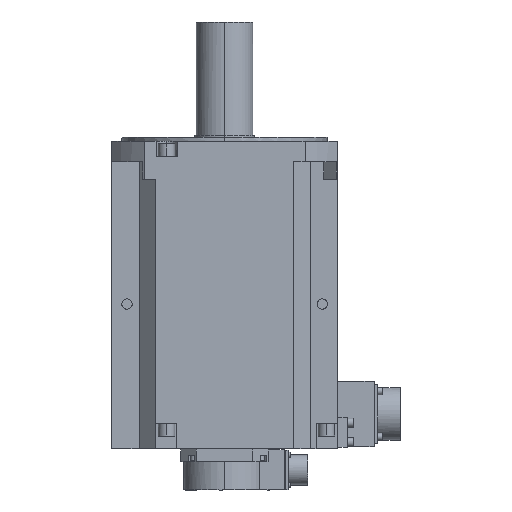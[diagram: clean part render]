
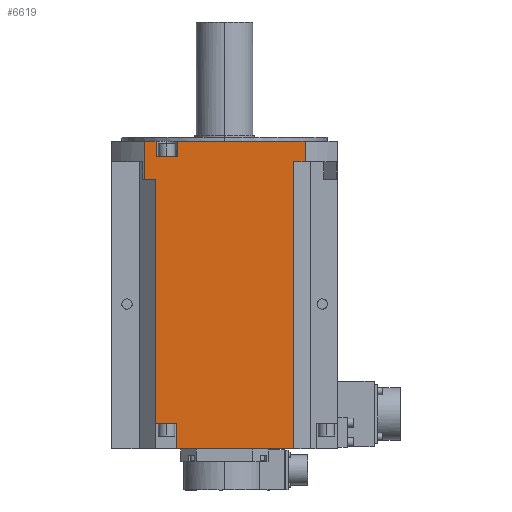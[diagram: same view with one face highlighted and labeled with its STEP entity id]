
A CAD part, left-side view. The second image highlights one B-rep face of the part: STEP entity #6619.
In plain terms, the highlighted planar face has unit normal (-1, 0, 0).
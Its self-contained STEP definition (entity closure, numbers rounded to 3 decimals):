
#22 = VERTEX_POINT ( 'NONE', #15224 ) ;
#28 = EDGE_CURVE ( 'NONE', #32, #22, #16718, .T. ) ;
#32 = VERTEX_POINT ( 'NONE', #16705 ) ;
#60 = VERTEX_POINT ( 'NONE', #6244 ) ;
#65 = DIRECTION ( 'NONE',  ( 0., 0., -1. ) ) ;
#75 = VERTEX_POINT ( 'NONE', #6250 ) ;
#83 = VECTOR ( 'NONE', #65, 1000. ) ;
#84 = CARTESIAN_POINT ( 'NONE',  ( -110., 46.485, 0. ) ) ;
#85 = LINE ( 'NONE', #84, #83 ) ;
#112 = FACE_OUTER_BOUND ( 'NONE', #6626, .T. ) ;
#115 = CARTESIAN_POINT ( 'NONE',  ( -110., 78.262, 0. ) ) ;
#118 = DIRECTION ( 'NONE',  ( 0., 0., 1. ) ) ;
#119 = AXIS2_PLACEMENT_3D ( 'NONE', #115, #122, #118 ) ;
#122 = DIRECTION ( 'NONE',  ( -1., 0., 0. ) ) ;
#131 = PLANE ( 'NONE',  #119 ) ;
#132 = CARTESIAN_POINT ( 'NONE',  ( -110., 46.485, -299.5 ) ) ;
#134 = EDGE_CURVE ( 'NONE', #75, #60, #6246, .T. ) ;
#359 = VERTEX_POINT ( 'NONE', #17094 ) ;
#365 = VERTEX_POINT ( 'NONE', #17077 ) ;
#386 = EDGE_CURVE ( 'NONE', #359, #365, #17190, .T. ) ;
#908 = DIRECTION ( 'NONE',  ( 0., -1., 0. ) ) ;
#909 = VECTOR ( 'NONE', #908, 1000. ) ;
#916 = CARTESIAN_POINT ( 'NONE',  ( -110., 0., -299.5 ) ) ;
#917 = LINE ( 'NONE', #916, #909 ) ;
#5158 = CARTESIAN_POINT ( 'NONE',  ( -110., 67.49, -37. ) ) ;
#5415 = CARTESIAN_POINT ( 'NONE',  ( -110., 78.262, -37. ) ) ;
#5420 = DIRECTION ( 'NONE',  ( 0., -1., 0. ) ) ;
#5421 = VECTOR ( 'NONE', #5420, 1000. ) ;
#5422 = CARTESIAN_POINT ( 'NONE',  ( -110., 78.262, -37. ) ) ;
#5423 = LINE ( 'NONE', #5422, #5421 ) ;
#6244 = CARTESIAN_POINT ( 'NONE',  ( -110., 46.485, -274.5 ) ) ;
#6246 = LINE ( 'NONE', #6281, #6256 ) ;
#6250 = CARTESIAN_POINT ( 'NONE',  ( -110., 67.49, -274.5 ) ) ;
#6254 = DIRECTION ( 'NONE',  ( 0., -1., 0. ) ) ;
#6256 = VECTOR ( 'NONE', #6254, 1000. ) ;
#6281 = CARTESIAN_POINT ( 'NONE',  ( -110., 78.262, -274.5 ) ) ;
#6547 = ORIENTED_EDGE ( 'NONE', *, *, #6549, .T. ) ;
#6549 = EDGE_CURVE ( 'NONE', #6623, #6588, #917, .T. ) ;
#6561 = ORIENTED_EDGE ( 'NONE', *, *, #134, .T. ) ;
#6562 = ORIENTED_EDGE ( 'NONE', *, *, #6631, .T. ) ;
#6568 = ORIENTED_EDGE ( 'NONE', *, *, #386, .T. ) ;
#6569 = ORIENTED_EDGE ( 'NONE', *, *, #15011, .T. ) ;
#6570 = EDGE_CURVE ( 'NONE', #6588, #359, #6580, .T. ) ;
#6571 = ORIENTED_EDGE ( 'NONE', *, *, #6572, .F. ) ;
#6572 = EDGE_CURVE ( 'NONE', #15020, #15012, #8073, .T. ) ;
#6580 = LINE ( 'NONE', #6594, #6593 ) ;
#6582 = ORIENTED_EDGE ( 'NONE', *, *, #15013, .T. ) ;
#6584 = ORIENTED_EDGE ( 'NONE', *, *, #28, .T. ) ;
#6585 = ORIENTED_EDGE ( 'NONE', *, *, #15042, .T. ) ;
#6587 = ORIENTED_EDGE ( 'NONE', *, *, #6591, .F. ) ;
#6588 = VERTEX_POINT ( 'NONE', #17225 ) ;
#6591 = EDGE_CURVE ( 'NONE', #15006, #15032, #17208, .T. ) ;
#6592 = DIRECTION ( 'NONE',  ( 0., 0., 1. ) ) ;
#6593 = VECTOR ( 'NONE', #6592, 1000. ) ;
#6594 = CARTESIAN_POINT ( 'NONE',  ( -110., -67.49, -37. ) ) ;
#6604 = ORIENTED_EDGE ( 'NONE', *, *, #16238, .T. ) ;
#6609 = ORIENTED_EDGE ( 'NONE', *, *, #15005, .T. ) ;
#6612 = ORIENTED_EDGE ( 'NONE', *, *, #6939, .T. ) ;
#6619 = ADVANCED_FACE ( 'NONE', ( #112 ), #131, .T. ) ;
#6623 = VERTEX_POINT ( 'NONE', #132 ) ;
#6626 = EDGE_LOOP ( 'NONE', ( #6630, #6568, #6569, #6571, #6582, #6584, #6585, #6587, #6609, #6604, #6612, #6561, #6562, #6547 ) ) ;
#6630 = ORIENTED_EDGE ( 'NONE', *, *, #6570, .T. ) ;
#6631 = EDGE_CURVE ( 'NONE', #60, #6623, #85, .T. ) ;
#6939 = EDGE_CURVE ( 'NONE', #16190, #75, #9554, .T. ) ;
#8072 = DIRECTION ( 'NONE',  ( 0., -1., 0. ) ) ;
#8073 = LINE ( 'NONE', #8082, #8089 ) ;
#8082 = CARTESIAN_POINT ( 'NONE',  ( -110., 0., 0. ) ) ;
#8089 = VECTOR ( 'NONE', #8072, 1000. ) ;
#9550 = DIRECTION ( 'NONE',  ( 0., 0., -1. ) ) ;
#9551 = VECTOR ( 'NONE', #9550, 1000. ) ;
#9552 = CARTESIAN_POINT ( 'NONE',  ( -110., 67.49, 0. ) ) ;
#9554 = LINE ( 'NONE', #9552, #9551 ) ;
#13514 = DIRECTION ( 'NONE',  ( 0., 0., -1. ) ) ;
#13515 = VECTOR ( 'NONE', #13514, 1000. ) ;
#13516 = CARTESIAN_POINT ( 'NONE',  ( -110., 46.25, 0. ) ) ;
#13517 = LINE ( 'NONE', #13516, #13515 ) ;
#13518 = CARTESIAN_POINT ( 'NONE',  ( -110., -78.262, 0. ) ) ;
#13519 = DIRECTION ( 'NONE',  ( 0., 0., 1. ) ) ;
#13520 = VECTOR ( 'NONE', #13519, 1000. ) ;
#13521 = CARTESIAN_POINT ( 'NONE',  ( -110., -78.262, 0. ) ) ;
#13522 = LINE ( 'NONE', #13521, #13520 ) ;
#13528 = CARTESIAN_POINT ( 'NONE',  ( -110., 78.262, 0. ) ) ;
#13529 = DIRECTION ( 'NONE',  ( 0., 0., -1. ) ) ;
#13531 = VECTOR ( 'NONE', #13529, 1000. ) ;
#13532 = CARTESIAN_POINT ( 'NONE',  ( -110., 78.262, 0. ) ) ;
#13533 = LINE ( 'NONE', #13532, #13531 ) ;
#13548 = DIRECTION ( 'NONE',  ( 0., 0., 1. ) ) ;
#13549 = VECTOR ( 'NONE', #13548, 1000. ) ;
#13550 = CARTESIAN_POINT ( 'NONE',  ( -110., 66.75, 0. ) ) ;
#13551 = LINE ( 'NONE', #13550, #13549 ) ;
#13552 = CARTESIAN_POINT ( 'NONE',  ( -110., 66.75, 0. ) ) ;
#13570 = CARTESIAN_POINT ( 'NONE',  ( -110., 46.25, 0. ) ) ;
#15005 = EDGE_CURVE ( 'NONE', #15006, #16241, #13533, .T. ) ;
#15006 = VERTEX_POINT ( 'NONE', #13528 ) ;
#15011 = EDGE_CURVE ( 'NONE', #365, #15012, #13522, .T. ) ;
#15012 = VERTEX_POINT ( 'NONE', #13518 ) ;
#15013 = EDGE_CURVE ( 'NONE', #15020, #32, #13517, .T. ) ;
#15020 = VERTEX_POINT ( 'NONE', #13570 ) ;
#15032 = VERTEX_POINT ( 'NONE', #13552 ) ;
#15042 = EDGE_CURVE ( 'NONE', #22, #15032, #13551, .T. ) ;
#15224 = CARTESIAN_POINT ( 'NONE',  ( -110., 66.75, -15. ) ) ;
#16190 = VERTEX_POINT ( 'NONE', #5158 ) ;
#16238 = EDGE_CURVE ( 'NONE', #16241, #16190, #5423, .T. ) ;
#16241 = VERTEX_POINT ( 'NONE', #5415 ) ;
#16704 = CARTESIAN_POINT ( 'NONE',  ( -110., 78.262, -15. ) ) ;
#16705 = CARTESIAN_POINT ( 'NONE',  ( -110., 46.25, -15. ) ) ;
#16707 = DIRECTION ( 'NONE',  ( 0., 1., 0. ) ) ;
#16716 = VECTOR ( 'NONE', #16707, 1000. ) ;
#16718 = LINE ( 'NONE', #16704, #16716 ) ;
#17077 = CARTESIAN_POINT ( 'NONE',  ( -110., -78.262, -20. ) ) ;
#17094 = CARTESIAN_POINT ( 'NONE',  ( -110., -67.49, -20. ) ) ;
#17186 = CARTESIAN_POINT ( 'NONE',  ( -110., 78.262, -20. ) ) ;
#17190 = LINE ( 'NONE', #17186, #17191 ) ;
#17191 = VECTOR ( 'NONE', #17192, 1000. ) ;
#17192 = DIRECTION ( 'NONE',  ( 0., -1., 0. ) ) ;
#17206 = DIRECTION ( 'NONE',  ( 0., -1., 0. ) ) ;
#17207 = CARTESIAN_POINT ( 'NONE',  ( -110., 0., 0. ) ) ;
#17208 = LINE ( 'NONE', #17207, #17215 ) ;
#17215 = VECTOR ( 'NONE', #17206, 1000. ) ;
#17225 = CARTESIAN_POINT ( 'NONE',  ( -110., -67.49, -299.5 ) ) ;
